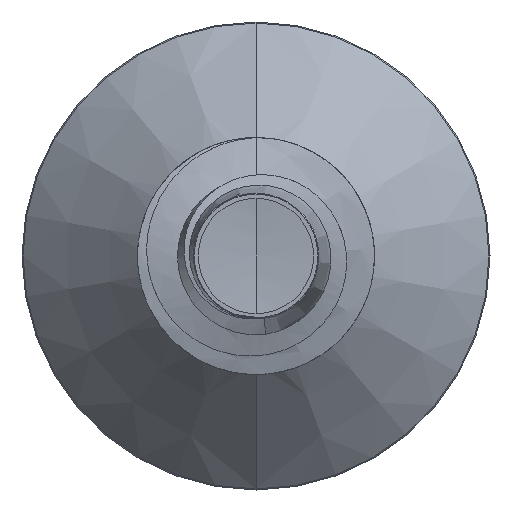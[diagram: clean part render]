
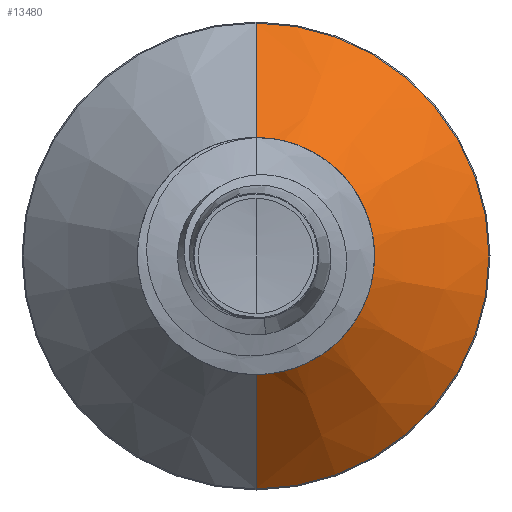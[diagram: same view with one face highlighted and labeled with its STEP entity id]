
A CAD part, front view. The second image highlights one B-rep face of the part: STEP entity #13480.
In plain terms, the highlighted conical face has half-angle 45 degrees and reference radius 3.632 mm.
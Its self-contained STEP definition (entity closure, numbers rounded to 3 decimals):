
#44 = EDGE_CURVE ( 'NONE', #18159, #18186, #18366, .T. ) ;
#1963 = DIRECTION ( 'NONE',  ( 0., 0.707, 0.707 ) ) ;
#1977 = VECTOR ( 'NONE', #1963, 1000. ) ;
#2069 = VERTEX_POINT ( 'NONE', #17700 ) ;
#3049 = AXIS2_PLACEMENT_3D ( 'NONE', #7731, #7713, #7711 ) ;
#3166 = AXIS2_PLACEMENT_3D ( 'NONE', #8018, #7996, #7968 ) ;
#4537 = EDGE_LOOP ( 'NONE', ( #5737, #11442, #8387, #18081 ) ) ;
#4669 = AXIS2_PLACEMENT_3D ( 'NONE', #15595, #15568, #15606 ) ;
#5005 = VERTEX_POINT ( 'NONE', #14491 ) ;
#5737 = ORIENTED_EDGE ( 'NONE', *, *, #15246, .T. ) ;
#7711 = DIRECTION ( 'NONE',  ( 0., 0., 1. ) ) ;
#7713 = DIRECTION ( 'NONE',  ( 0., 1., 0. ) ) ;
#7731 = CARTESIAN_POINT ( 'NONE',  ( 0., 24.782, 0. ) ) ;
#7968 = DIRECTION ( 'NONE',  ( 0., 0., 1. ) ) ;
#7996 = DIRECTION ( 'NONE',  ( 0., 1., 0. ) ) ;
#8018 = CARTESIAN_POINT ( 'NONE',  ( 0., 29.015, 0. ) ) ;
#8387 = ORIENTED_EDGE ( 'NONE', *, *, #15185, .F. ) ;
#10610 = CARTESIAN_POINT ( 'NONE',  ( 0., 24.782, -3.632 ) ) ;
#11442 = ORIENTED_EDGE ( 'NONE', *, *, #44, .T. ) ;
#12024 = CIRCLE ( 'NONE', #3166, 7.865 ) ;
#13480 = ADVANCED_FACE ( 'NONE', ( #15463 ), #17714, .T. ) ;
#14491 = CARTESIAN_POINT ( 'NONE',  ( 0., 29.015, 7.865 ) ) ;
#15121 = CIRCLE ( 'NONE', #3049, 3.632 ) ;
#15185 = EDGE_CURVE ( 'NONE', #5005, #18186, #12024, .T. ) ;
#15246 = EDGE_CURVE ( 'NONE', #2069, #18159, #15121, .T. ) ;
#15463 = FACE_OUTER_BOUND ( 'NONE', #4537, .T. ) ;
#15510 = CARTESIAN_POINT ( 'NONE',  ( 0., 24.782, -3.632 ) ) ;
#15568 = DIRECTION ( 'NONE',  ( 0., 1., 0. ) ) ;
#15595 = CARTESIAN_POINT ( 'NONE',  ( 0., 24.782, 0. ) ) ;
#15606 = DIRECTION ( 'NONE',  ( 0., 0., 1. ) ) ;
#16062 = VECTOR ( 'NONE', #16656, 1000. ) ;
#16656 = DIRECTION ( 'NONE',  ( 0., 0.707, -0.707 ) ) ;
#16683 = EDGE_CURVE ( 'NONE', #2069, #5005, #18430, .T. ) ;
#17664 = CARTESIAN_POINT ( 'NONE',  ( 0., 24.782, 3.632 ) ) ;
#17700 = CARTESIAN_POINT ( 'NONE',  ( 0., 24.782, 3.632 ) ) ;
#17714 = CONICAL_SURFACE ( 'NONE', #4669, 3.632, 0.785 ) ;
#17840 = CARTESIAN_POINT ( 'NONE',  ( 0., 29.015, -7.865 ) ) ;
#18081 = ORIENTED_EDGE ( 'NONE', *, *, #16683, .F. ) ;
#18159 = VERTEX_POINT ( 'NONE', #10610 ) ;
#18186 = VERTEX_POINT ( 'NONE', #17840 ) ;
#18366 = LINE ( 'NONE', #15510, #16062 ) ;
#18430 = LINE ( 'NONE', #17664, #1977 ) ;
